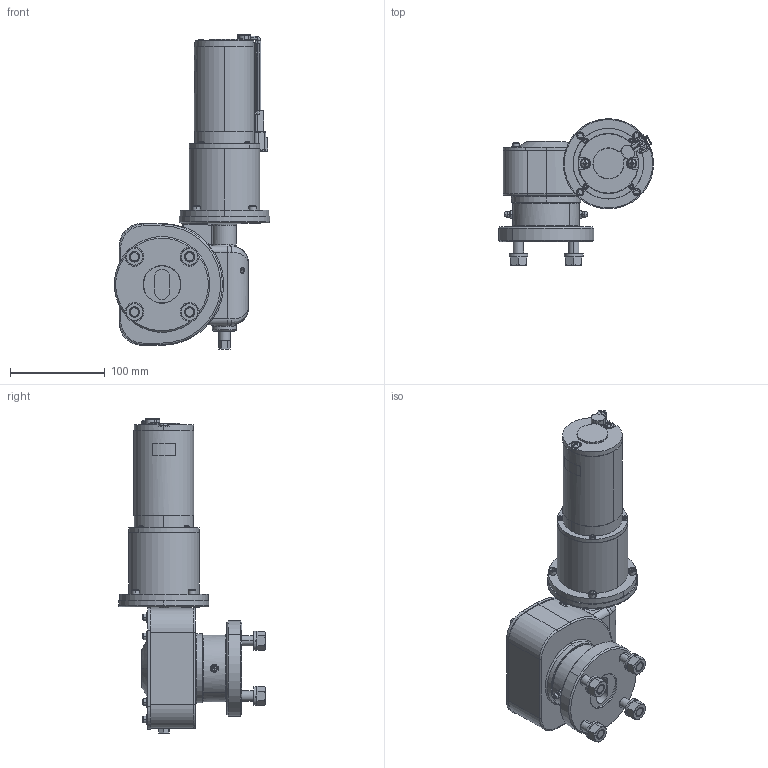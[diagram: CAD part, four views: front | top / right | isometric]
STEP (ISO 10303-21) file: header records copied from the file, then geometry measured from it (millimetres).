
FILE_DESCRIPTION((''),'2;1');
FILE_NAME('BTFLY_ELECTRIC_ACT_ASM','2012-02-20T',('sobri'),(''),'PRO/ENGINEER BY PARAMETRIC TECHNOLOGY CORPORATION, 2011180','PRO/ENGINEER BY PARAMETRIC TECHNOLOGY CORPORATION, 2011180','');
FILE_SCHEMA(('CONFIG_CONTROL_DESIGN'));
Length unit declared in the file: inch
Products named in the file (25): D40733; B31608; C31919; 784128; 761050; MAG_BRKT; C21198; B43572; B21210; C44309; DT04_2P_E004; MOTOR_PLUG; C44309_ASM; B31987; C31920; B31316; A31918; 763038; 765052; 784123; 765155; 713034; 784116; 734095; BTFLY_ELECTRIC_ACT_ASM
Assembly tree (48 placements, depth 3):
  BTFLY_ELECTRIC_ACT_ASM
    D40733
    B31608
    C31919
    784128  x2
    761050
    MAG_BRKT
    C21198
    B43572
    B21210
    C44309_ASM
      C44309
      DT04_2P_E004
      MOTOR_PLUG  x2
    B31987
    C31920
    B31316
    A31918  x4
    763038  x4
    765052  x4
    784123  x4
    765155  x4
    713034  x2
    784116  x4
    734095  x4
Bounding box: 163.8 x 154.72 x 331.67 mm (x, y, z)
Volume: 1238599.4 mm3; surface area: 324682.9 mm2
Topology: 47 solids, 80 shells, 2138 faces, 5324 edges, 3392 vertices
Faces by surface type: plane 1093, cylinder 615, cone 177, torus 139, bspline 82, sphere 30, extrusion 2
Entity records: 60542 total; most frequent: CARTESIAN_POINT 14914, DIRECTION 9580, ORIENTED_EDGE 9188, EDGE_CURVE 4642, AXIS2_PLACEMENT_3D 3372, VERTEX_POINT 2977, VECTOR 2836, LINE 2834
